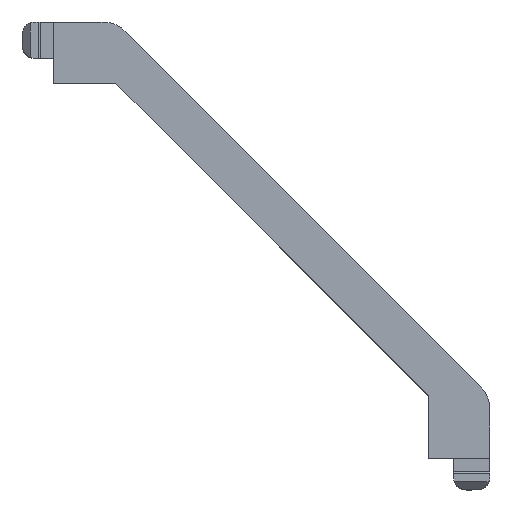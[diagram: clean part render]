
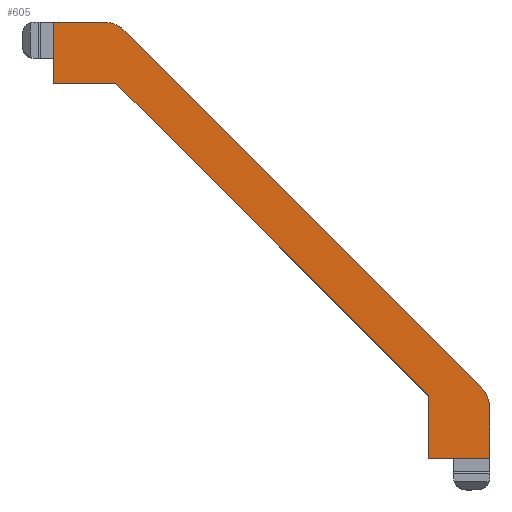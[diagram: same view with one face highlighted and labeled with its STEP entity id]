
A CAD part, top view. The second image highlights one B-rep face of the part: STEP entity #605.
In plain terms, the highlighted planar face has unit normal (0, 0, 1).
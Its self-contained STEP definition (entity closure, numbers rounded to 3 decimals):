
#207 = CARTESIAN_POINT ( 'NONE',  ( 7.929, 64.8, 19.75 ) ) ;
#208 = DIRECTION ( 'NONE',  ( 0., 0., 1. ) ) ;
#209 = DIRECTION ( 'NONE',  ( 1., 0., 0. ) ) ;
#210 = CARTESIAN_POINT ( 'NONE',  ( 64.8, 7.929, 19.75 ) ) ;
#211 = DIRECTION ( 'NONE',  ( 0., 0., 1. ) ) ;
#212 = DIRECTION ( 'NONE',  ( 1., 0., 0. ) ) ;
#605 = ADVANCED_FACE ( 'NONE', ( #1866 ), #899, .T. ) ;
#762 = EDGE_CURVE ( 'NONE', #3545, #3527, #1952, .T. ) ;
#763 = EDGE_CURVE ( 'NONE', #3643, #3531, #1956, .T. ) ;
#897 = DIRECTION ( 'NONE',  ( 1., 0., 0. ) ) ;
#899 = PLANE ( 'NONE',  #4784 ) ;
#903 = DIRECTION ( 'NONE',  ( 0., 0., 1. ) ) ;
#919 = CARTESIAN_POINT ( 'NONE',  ( 0., 0., 19.75 ) ) ;
#951 = AXIS2_PLACEMENT_3D ( 'NONE', #207, #208, #209 ) ;
#953 = AXIS2_PLACEMENT_3D ( 'NONE', #210, #211, #212 ) ;
#1328 = ORIENTED_EDGE ( 'NONE', *, *, #763, .T. ) ;
#1329 = ORIENTED_EDGE ( 'NONE', *, *, #4892, .T. ) ;
#1330 = ORIENTED_EDGE ( 'NONE', *, *, #5334, .T. ) ;
#1331 = ORIENTED_EDGE ( 'NONE', *, *, #5326, .T. ) ;
#1332 = ORIENTED_EDGE ( 'NONE', *, *, #5412, .T. ) ;
#1333 = ORIENTED_EDGE ( 'NONE', *, *, #5409, .T. ) ;
#1334 = ORIENTED_EDGE ( 'NONE', *, *, #5399, .T. ) ;
#1335 = ORIENTED_EDGE ( 'NONE', *, *, #5387, .T. ) ;
#1336 = ORIENTED_EDGE ( 'NONE', *, *, #762, .T. ) ;
#1337 = ORIENTED_EDGE ( 'NONE', *, *, #5414, .T. ) ;
#1632 = EDGE_LOOP ( 'NONE', ( #1337, #1336, #1335, #1334, #1333, #1332, #1331, #1330, #1329, #1328 ) ) ;
#1866 = FACE_OUTER_BOUND ( 'NONE', #1632, .T. ) ;
#1952 = CIRCLE ( 'NONE', #951, 5. ) ;
#1956 = CIRCLE ( 'NONE', #953, 5. ) ;
#2368 = LINE ( 'NONE', #4367, #2374 ) ;
#2374 = VECTOR ( 'NONE', #4368, 1000. ) ;
#2991 = CARTESIAN_POINT ( 'NONE',  ( 60., 10., 19.75 ) ) ;
#3024 = LINE ( 'NONE', #2991, #3051 ) ;
#3049 = DIRECTION ( 'NONE',  ( 0., -1., 0. ) ) ;
#3051 = VECTOR ( 'NONE', #3049, 1000. ) ;
#3074 = LINE ( 'NONE', #3084, #3079 ) ;
#3079 = VECTOR ( 'NONE', #3087, 1000. ) ;
#3084 = CARTESIAN_POINT ( 'NONE',  ( 60., 0., 19.75 ) ) ;
#3087 = DIRECTION ( 'NONE',  ( 1., 0., 0. ) ) ;
#3106 = LINE ( 'NONE', #5178, #3203 ) ;
#3203 = VECTOR ( 'NONE', #5185, 1000. ) ;
#3221 = LINE ( 'NONE', #5198, #3245 ) ;
#3223 = LINE ( 'NONE', #5208, #3226 ) ;
#3226 = VECTOR ( 'NONE', #5209, 1000. ) ;
#3245 = VECTOR ( 'NONE', #5228, 1000. ) ;
#3248 = LINE ( 'NONE', #5233, #3251 ) ;
#3251 = VECTOR ( 'NONE', #5234, 1000. ) ;
#3252 = LINE ( 'NONE', #5237, #3255 ) ;
#3255 = VECTOR ( 'NONE', #5238, 1000. ) ;
#3527 = VERTEX_POINT ( 'NONE', #4073 ) ;
#3528 = VERTEX_POINT ( 'NONE', #4074 ) ;
#3531 = VERTEX_POINT ( 'NONE', #4077 ) ;
#3536 = VERTEX_POINT ( 'NONE', #4082 ) ;
#3542 = VERTEX_POINT ( 'NONE', #4088 ) ;
#3545 = VERTEX_POINT ( 'NONE', #4091 ) ;
#3590 = VERTEX_POINT ( 'NONE', #4136 ) ;
#3634 = VERTEX_POINT ( 'NONE', #4180 ) ;
#3643 = VERTEX_POINT ( 'NONE', #4189 ) ;
#3648 = VERTEX_POINT ( 'NONE', #4194 ) ;
#4073 = CARTESIAN_POINT ( 'NONE',  ( 7.929, 69.8, 19.75 ) ) ;
#4074 = CARTESIAN_POINT ( 'NONE',  ( 0., 69.8, 19.75 ) ) ;
#4077 = CARTESIAN_POINT ( 'NONE',  ( 68.336, 11.464, 19.75 ) ) ;
#4082 = CARTESIAN_POINT ( 'NONE',  ( 0., 60., 19.75 ) ) ;
#4088 = CARTESIAN_POINT ( 'NONE',  ( 10., 60., 19.75 ) ) ;
#4091 = CARTESIAN_POINT ( 'NONE',  ( 11.464, 68.336, 19.75 ) ) ;
#4136 = CARTESIAN_POINT ( 'NONE',  ( 60., 0., 19.75 ) ) ;
#4180 = CARTESIAN_POINT ( 'NONE',  ( 60., 10., 19.75 ) ) ;
#4189 = CARTESIAN_POINT ( 'NONE',  ( 69.8, 7.929, 19.75 ) ) ;
#4194 = CARTESIAN_POINT ( 'NONE',  ( 69.8, 0., 19.75 ) ) ;
#4367 = CARTESIAN_POINT ( 'NONE',  ( 69.8, 0., 19.75 ) ) ;
#4368 = DIRECTION ( 'NONE',  ( 0., 1., 0. ) ) ;
#4784 = AXIS2_PLACEMENT_3D ( 'NONE', #919, #903, #897 ) ;
#4892 = EDGE_CURVE ( 'NONE', #3648, #3643, #2368, .T. ) ;
#5178 = CARTESIAN_POINT ( 'NONE',  ( 10., 69.8, 19.75 ) ) ;
#5185 = DIRECTION ( 'NONE',  ( -1., 0., 0. ) ) ;
#5198 = CARTESIAN_POINT ( 'NONE',  ( 0., 60., 19.75 ) ) ;
#5208 = CARTESIAN_POINT ( 'NONE',  ( 0., 69.8, 19.75 ) ) ;
#5209 = DIRECTION ( 'NONE',  ( 0., -1., 0. ) ) ;
#5228 = DIRECTION ( 'NONE',  ( 1., 0., 0. ) ) ;
#5233 = CARTESIAN_POINT ( 'NONE',  ( 10., 60., 19.75 ) ) ;
#5234 = DIRECTION ( 'NONE',  ( 0.707, -0.707, 0. ) ) ;
#5237 = CARTESIAN_POINT ( 'NONE',  ( 69.8, 10., 19.75 ) ) ;
#5238 = DIRECTION ( 'NONE',  ( -0.707, 0.707, 0. ) ) ;
#5326 = EDGE_CURVE ( 'NONE', #3634, #3590, #3024, .T. ) ;
#5334 = EDGE_CURVE ( 'NONE', #3590, #3648, #3074, .T. ) ;
#5387 = EDGE_CURVE ( 'NONE', #3527, #3528, #3106, .T. ) ;
#5399 = EDGE_CURVE ( 'NONE', #3528, #3536, #3223, .T. ) ;
#5409 = EDGE_CURVE ( 'NONE', #3536, #3542, #3221, .T. ) ;
#5412 = EDGE_CURVE ( 'NONE', #3542, #3634, #3248, .T. ) ;
#5414 = EDGE_CURVE ( 'NONE', #3531, #3545, #3252, .T. ) ;
